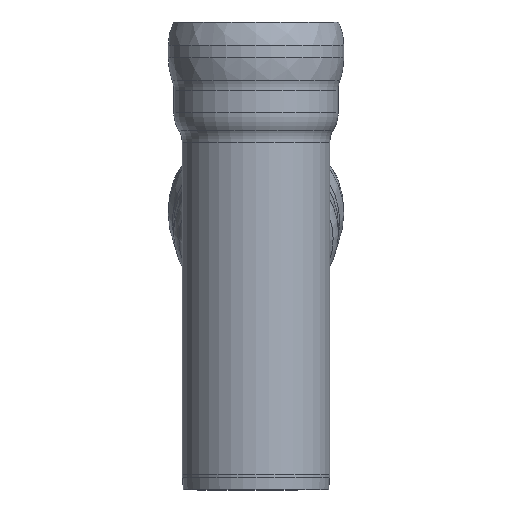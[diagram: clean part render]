
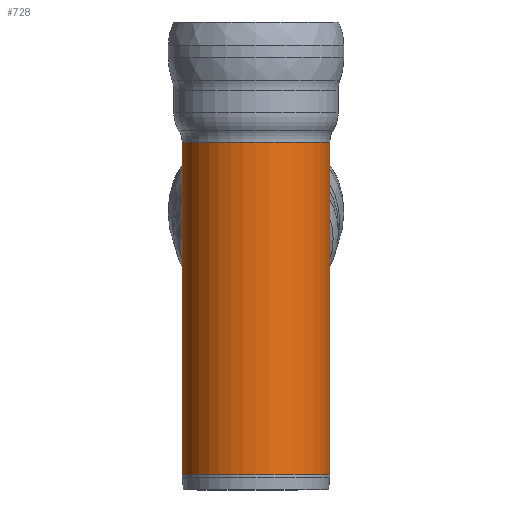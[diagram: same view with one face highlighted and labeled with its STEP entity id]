
A CAD part, left-side view. The second image highlights one B-rep face of the part: STEP entity #728.
In plain terms, the highlighted cylindrical face has radius 265 mm (diameter 530 mm), a full revolution.
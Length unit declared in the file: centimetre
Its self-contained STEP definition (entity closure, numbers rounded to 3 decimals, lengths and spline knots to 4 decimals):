
#35=CYLINDRICAL_SURFACE('',#787,26.5);
#49=CIRCLE('',#784,26.5);
#50=CIRCLE('',#785,26.5);
#52=CIRCLE('',#788,26.5);
#53=CIRCLE('',#789,26.5);
#148=FACE_OUTER_BOUND('',#191,.T.);
#191=EDGE_LOOP('',(#500,#501,#502,#503,#504,#505,#506,#507,#508,#509,#510,
#511));
#236=LINE('',#1230,#256);
#237=LINE('',#1232,#257);
#256=VECTOR('',#944,26.5);
#257=VECTOR('',#945,26.5);
#274=ELLIPSE('',#772,46.2013,26.5);
#277=ELLIPSE('',#775,46.2013,26.5);
#278=ELLIPSE('',#777,32.3505,26.5);
#281=ELLIPSE('',#780,32.3505,26.5);
#288=VERTEX_POINT('',#1200);
#289=VERTEX_POINT('',#1201);
#293=VERTEX_POINT('',#1209);
#294=VERTEX_POINT('',#1213);
#298=VERTEX_POINT('',#1223);
#299=VERTEX_POINT('',#1225);
#300=VERTEX_POINT('',#1231);
#301=VERTEX_POINT('',#1233);
#364=EDGE_CURVE('',#288,#289,#274,.T.);
#369=EDGE_CURVE('',#289,#293,#277,.T.);
#370=EDGE_CURVE('',#293,#294,#278,.T.);
#373=EDGE_CURVE('',#294,#288,#281,.T.);
#376=EDGE_CURVE('',#298,#299,#49,.T.);
#377=EDGE_CURVE('',#299,#298,#50,.T.);
#379=EDGE_CURVE('',#299,#294,#236,.T.);
#380=EDGE_CURVE('',#289,#300,#237,.T.);
#381=EDGE_CURVE('',#300,#301,#52,.T.);
#382=EDGE_CURVE('',#301,#300,#53,.T.);
#500=ORIENTED_EDGE('',*,*,#376,.F.);
#501=ORIENTED_EDGE('',*,*,#377,.F.);
#502=ORIENTED_EDGE('',*,*,#379,.T.);
#503=ORIENTED_EDGE('',*,*,#373,.T.);
#504=ORIENTED_EDGE('',*,*,#364,.T.);
#505=ORIENTED_EDGE('',*,*,#380,.T.);
#506=ORIENTED_EDGE('',*,*,#381,.T.);
#507=ORIENTED_EDGE('',*,*,#382,.T.);
#508=ORIENTED_EDGE('',*,*,#380,.F.);
#509=ORIENTED_EDGE('',*,*,#369,.T.);
#510=ORIENTED_EDGE('',*,*,#370,.T.);
#511=ORIENTED_EDGE('',*,*,#379,.F.);
#728=ADVANCED_FACE('',(#148),#35,.T.);
#772=AXIS2_PLACEMENT_3D('',#1202,#910,#911);
#775=AXIS2_PLACEMENT_3D('',#1211,#918,#919);
#777=AXIS2_PLACEMENT_3D('',#1214,#922,#923);
#780=AXIS2_PLACEMENT_3D('',#1218,#928,#929);
#784=AXIS2_PLACEMENT_3D('',#1226,#936,#937);
#785=AXIS2_PLACEMENT_3D('',#1227,#938,#939);
#787=AXIS2_PLACEMENT_3D('',#1229,#942,#943);
#788=AXIS2_PLACEMENT_3D('',#1234,#946,#947);
#789=AXIS2_PLACEMENT_3D('',#1235,#948,#949);
#910=DIRECTION('center_axis',(-0.819,0.,0.574));
#911=DIRECTION('ref_axis',(-0.574,0.,-0.819));
#918=DIRECTION('center_axis',(-0.819,0.,0.574));
#919=DIRECTION('ref_axis',(-0.574,0.,-0.819));
#922=DIRECTION('center_axis',(-0.574,0.,
-0.819));
#923=DIRECTION('ref_axis',(-0.819,0.,0.574));
#928=DIRECTION('center_axis',(-0.574,0.,
-0.819));
#929=DIRECTION('ref_axis',(-0.819,0.,0.574));
#936=DIRECTION('center_axis',(0.,0.,
-1.));
#937=DIRECTION('ref_axis',(1.,0.,0.));
#938=DIRECTION('center_axis',(0.,0.,
-1.));
#939=DIRECTION('ref_axis',(1.,0.,0.));
#942=DIRECTION('center_axis',(0.,0.,
-1.));
#943=DIRECTION('ref_axis',(-1.,0.,0.));
#944=DIRECTION('',(0.,0.,1.));
#945=DIRECTION('',(0.,0.,1.));
#946=DIRECTION('center_axis',(0.,0.,
-1.));
#947=DIRECTION('ref_axis',(1.,0.,0.));
#948=DIRECTION('center_axis',(0.,0.,
-1.));
#949=DIRECTION('ref_axis',(1.,0.,0.));
#1200=CARTESIAN_POINT('',(0.,-26.5,70.));
#1201=CARTESIAN_POINT('',(26.5,0.,107.8459));
#1202=CARTESIAN_POINT('Origin',(0.,0.,70.));
#1209=CARTESIAN_POINT('',(0.,26.5,70.));
#1211=CARTESIAN_POINT('Origin',(0.,0.,70.));
#1213=CARTESIAN_POINT('',(26.5,0.,51.4445));
#1214=CARTESIAN_POINT('Origin',(0.,0.,70.));
#1218=CARTESIAN_POINT('Origin',(0.,0.,70.));
#1223=CARTESIAN_POINT('',(0.,-26.5,5.4366));
#1225=CARTESIAN_POINT('',(26.5,0.,5.4366));
#1226=CARTESIAN_POINT('Origin',(0.,0.,5.4366));
#1227=CARTESIAN_POINT('Origin',(0.,0.,5.4366));
#1229=CARTESIAN_POINT('Origin',(0.,0.,64.902));
#1230=CARTESIAN_POINT('',(26.5,0.,64.902));
#1231=CARTESIAN_POINT('',(26.5,0.,124.8696));
#1232=CARTESIAN_POINT('',(26.5,0.,64.902));
#1233=CARTESIAN_POINT('',(0.,-26.5,124.8696));
#1234=CARTESIAN_POINT('Origin',(0.,0.,
124.8696));
#1235=CARTESIAN_POINT('Origin',(0.,0.,
124.8696));
